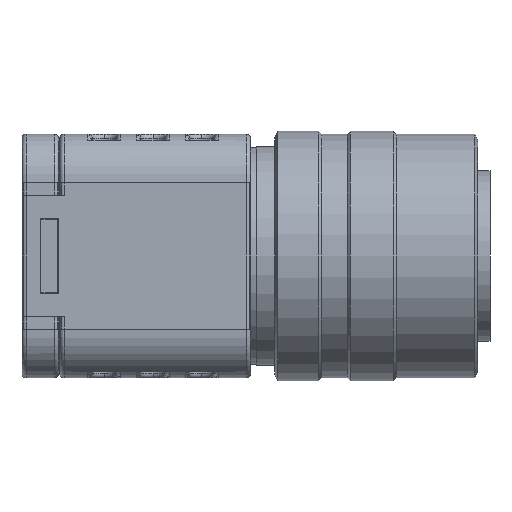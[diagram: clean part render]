
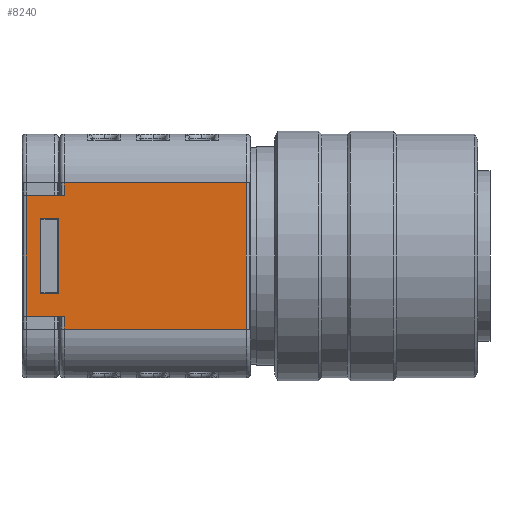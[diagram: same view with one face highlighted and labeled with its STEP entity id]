
A CAD part, left-side view. The second image highlights one B-rep face of the part: STEP entity #8240.
In plain terms, the highlighted planar face has unit normal (-1, 0, 0).
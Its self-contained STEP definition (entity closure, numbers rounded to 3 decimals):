
#1181=CARTESIAN_POINT('',(-10.0,0.35,6.0));
#1182=VERTEX_POINT('',#1181);
#1190=CARTESIAN_POINT('',(-10.0,0.35,-6.0));
#1191=VERTEX_POINT('',#1190);
#1192=CARTESIAN_POINT('',(-10.0,0.35,6.0));
#1193=DIRECTION('',(0.0,0.0,-1.0));
#1194=VECTOR('',#1193,12.0);
#1195=LINE('',#1192,#1194);
#1196=EDGE_CURVE('',#1182,#1191,#1195,.T.);
#2305=CARTESIAN_POINT('',(-10.0,18.4,-4.95));
#2306=VERTEX_POINT('',#2305);
#2314=CARTESIAN_POINT('',(-10.0,18.4,4.95));
#2315=VERTEX_POINT('',#2314);
#2316=CARTESIAN_POINT('',(-10.0,18.4,-4.95));
#2317=DIRECTION('',(0.0,0.0,1.0));
#2318=VECTOR('',#2317,9.9);
#2319=LINE('',#2316,#2318);
#2320=EDGE_CURVE('',#2306,#2315,#2319,.T.);
#4525=CARTESIAN_POINT('',(-10.0,15.3,4.95));
#4526=VERTEX_POINT('',#4525);
#4527=CARTESIAN_POINT('',(-10.0,18.4,4.95));
#4528=DIRECTION('',(0.0,-1.0,0.0));
#4529=VECTOR('',#4528,3.1);
#4530=LINE('',#4527,#4529);
#4531=EDGE_CURVE('',#2315,#4526,#4530,.T.);
#4948=CARTESIAN_POINT('',(-10.0,15.3,6.0));
#4949=VERTEX_POINT('',#4948);
#4957=CARTESIAN_POINT('',(-10.0,0.35,6.0));
#4958=DIRECTION('',(0.0,1.0,0.0));
#4959=VECTOR('',#4958,14.95);
#4960=LINE('',#4957,#4959);
#4961=EDGE_CURVE('',#1182,#4949,#4960,.T.);
#5769=CARTESIAN_POINT('',(-10.0,15.3,-6.0));
#5770=VERTEX_POINT('',#5769);
#5771=CARTESIAN_POINT('',(-10.0,0.35,-6.0));
#5772=DIRECTION('',(0.0,1.0,0.0));
#5773=VECTOR('',#5772,14.95);
#5774=LINE('',#5771,#5773);
#5775=EDGE_CURVE('',#1191,#5770,#5774,.T.);
#6875=CARTESIAN_POINT('',(-10.0,15.3,4.95));
#6876=DIRECTION('',(0.0,0.0,1.0));
#6877=VECTOR('',#6876,1.05);
#6878=LINE('',#6875,#6877);
#6879=EDGE_CURVE('',#4526,#4949,#6878,.T.);
#6892=CARTESIAN_POINT('',(-10.0,15.3,-4.95));
#6893=VERTEX_POINT('',#6892);
#6894=CARTESIAN_POINT('',(-10.0,15.3,-6.0));
#6895=DIRECTION('',(0.0,0.0,1.0));
#6896=VECTOR('',#6895,1.05);
#6897=LINE('',#6894,#6896);
#6898=EDGE_CURVE('',#5770,#6893,#6897,.T.);
#8051=CARTESIAN_POINT('',(-10.0,15.3,-4.95));
#8052=DIRECTION('',(0.0,1.0,0.0));
#8053=VECTOR('',#8052,3.1);
#8054=LINE('',#8051,#8053);
#8055=EDGE_CURVE('',#6893,#2306,#8054,.T.);
#8076=CARTESIAN_POINT('',(-10.0,15.75,3.05));
#8077=VERTEX_POINT('',#8076);
#8084=CARTESIAN_POINT('',(-10.0,17.25,3.05));
#8085=VERTEX_POINT('',#8084);
#8086=CARTESIAN_POINT('',(-10.0,17.25,3.05));
#8087=DIRECTION('',(0.0,-1.0,0.0));
#8088=VECTOR('',#8087,1.5);
#8089=LINE('',#8086,#8088);
#8090=EDGE_CURVE('',#8085,#8077,#8089,.T.);
#8115=CARTESIAN_POINT('',(-10.0,17.25,-3.05));
#8116=VERTEX_POINT('',#8115);
#8117=CARTESIAN_POINT('',(-10.0,17.25,-3.05));
#8118=DIRECTION('',(0.0,0.0,1.0));
#8119=VECTOR('',#8118,6.1);
#8120=LINE('',#8117,#8119);
#8121=EDGE_CURVE('',#8116,#8085,#8120,.T.);
#8146=CARTESIAN_POINT('',(-10.0,15.75,-3.05));
#8147=VERTEX_POINT('',#8146);
#8148=CARTESIAN_POINT('',(-10.0,15.75,-3.05));
#8149=DIRECTION('',(0.0,1.0,0.0));
#8150=VECTOR('',#8149,1.5);
#8151=LINE('',#8148,#8150);
#8152=EDGE_CURVE('',#8147,#8116,#8151,.T.);
#8214=CARTESIAN_POINT('',(-10.0,0.0,6.0));
#8215=DIRECTION('',(-1.0,0.0,0.0));
#8216=DIRECTION('',(0.0,0.0,1.0));
#8217=AXIS2_PLACEMENT_3D('',#8214,#8215,#8216);
#8218=PLANE('',#8217);
#8219=ORIENTED_EDGE('',*,*,#2320,.F.);
#8220=ORIENTED_EDGE('',*,*,#8055,.F.);
#8221=ORIENTED_EDGE('',*,*,#6898,.F.);
#8222=ORIENTED_EDGE('',*,*,#5775,.F.);
#8223=ORIENTED_EDGE('',*,*,#1196,.F.);
#8224=ORIENTED_EDGE('',*,*,#4961,.T.);
#8225=ORIENTED_EDGE('',*,*,#6879,.F.);
#8226=ORIENTED_EDGE('',*,*,#4531,.F.);
#8227=EDGE_LOOP('',(#8219,#8220,#8221,#8222,#8223,#8224,#8225,#8226));
#8228=FACE_OUTER_BOUND('',#8227,.T.);
#8229=CARTESIAN_POINT('',(-10.0,15.75,3.05));
#8230=DIRECTION('',(0.0,0.0,-1.0));
#8231=VECTOR('',#8230,6.1);
#8232=LINE('',#8229,#8231);
#8233=EDGE_CURVE('',#8077,#8147,#8232,.T.);
#8234=ORIENTED_EDGE('',*,*,#8233,.T.);
#8235=ORIENTED_EDGE('',*,*,#8152,.T.);
#8236=ORIENTED_EDGE('',*,*,#8121,.T.);
#8237=ORIENTED_EDGE('',*,*,#8090,.T.);
#8238=EDGE_LOOP('',(#8234,#8235,#8236,#8237));
#8239=FACE_BOUND('',#8238,.T.);
#8240=ADVANCED_FACE('',(#8228,#8239),#8218,.T.);
